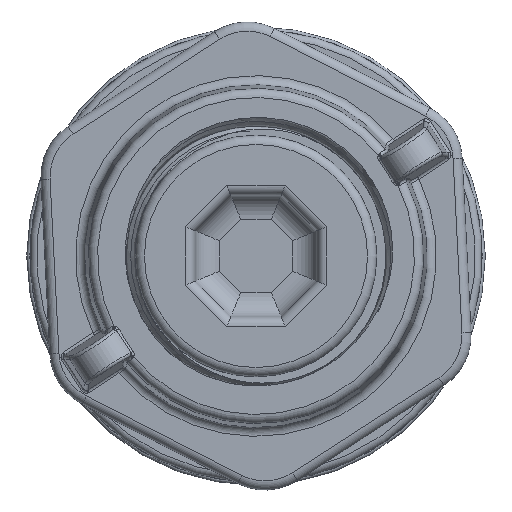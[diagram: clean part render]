
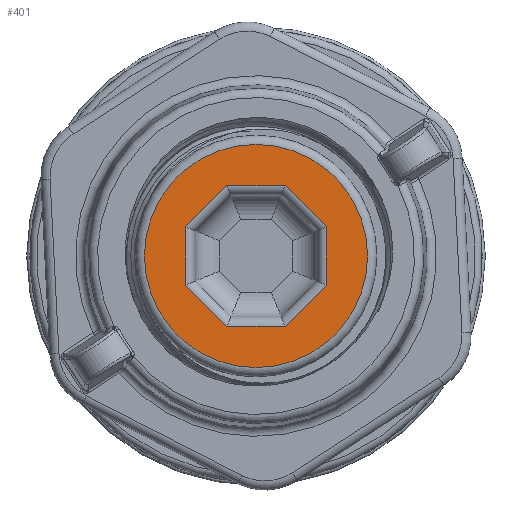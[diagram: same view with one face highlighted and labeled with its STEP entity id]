
A CAD part, front view. The second image highlights one B-rep face of the part: STEP entity #401.
In plain terms, the highlighted planar face has unit normal (0, -1, 0).
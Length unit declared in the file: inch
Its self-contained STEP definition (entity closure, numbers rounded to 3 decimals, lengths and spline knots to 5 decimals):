
#105 = ORIENTED_EDGE ( 'NONE', *, *, #2703, .F. ) ;
#376 = VECTOR ( 'NONE', #9050, 39.37008 ) ;
#396 = VERTEX_POINT ( 'NONE', #3682 ) ;
#401 = ADVANCED_FACE ( 'NONE', ( #5090, #7808 ), #2974, .T. ) ;
#515 = ORIENTED_EDGE ( 'NONE', *, *, #6680, .F. ) ;
#622 = VERTEX_POINT ( 'NONE', #1507 ) ;
#762 = LINE ( 'NONE', #6767, #5811 ) ;
#912 = VERTEX_POINT ( 'NONE', #2052 ) ;
#1083 = LINE ( 'NONE', #8679, #9725 ) ;
#1125 = CARTESIAN_POINT ( 'NONE',  ( 0.23, -0.265, -0.09527 ) ) ;
#1338 = CIRCLE ( 'NONE', #8911, 0.365 ) ;
#1387 = DIRECTION ( 'NONE',  ( 1., 0., 0. ) ) ;
#1507 = CARTESIAN_POINT ( 'NONE',  ( -0.23, -0.265, 0.09527 ) ) ;
#1626 = EDGE_CURVE ( 'NONE', #9128, #9128, #1338, .T. ) ;
#1678 = CARTESIAN_POINT ( 'NONE',  ( 0.09527, -0.265, 0.23 ) ) ;
#1950 = CARTESIAN_POINT ( 'NONE',  ( 0.09527, -0.265, -0.23 ) ) ;
#2000 = CARTESIAN_POINT ( 'NONE',  ( 0., -0.265, 0. ) ) ;
#2052 = CARTESIAN_POINT ( 'NONE',  ( -0.09527, -0.265, -0.23 ) ) ;
#2280 = AXIS2_PLACEMENT_3D ( 'NONE', #6847, #9329, #5379 ) ;
#2509 = VECTOR ( 'NONE', #1387, 39.37008 ) ;
#2542 = EDGE_CURVE ( 'NONE', #622, #396, #3122, .T. ) ;
#2703 = EDGE_CURVE ( 'NONE', #3387, #3693, #8953, .T. ) ;
#2882 = ORIENTED_EDGE ( 'NONE', *, *, #5934, .F. ) ;
#2904 = CARTESIAN_POINT ( 'NONE',  ( 0.23, -0.265, 0.09527 ) ) ;
#2974 = PLANE ( 'NONE',  #2280 ) ;
#3122 = LINE ( 'NONE', #5729, #8193 ) ;
#3387 = VERTEX_POINT ( 'NONE', #2904 ) ;
#3564 = LINE ( 'NONE', #9946, #9629 ) ;
#3634 = ORIENTED_EDGE ( 'NONE', *, *, #7511, .F. ) ;
#3682 = CARTESIAN_POINT ( 'NONE',  ( -0.23, -0.265, -0.09527 ) ) ;
#3693 = VERTEX_POINT ( 'NONE', #1678 ) ;
#4067 = ORIENTED_EDGE ( 'NONE', *, *, #1626, .F. ) ;
#4305 = CARTESIAN_POINT ( 'NONE',  ( 0.09527, -0.265, -0.23 ) ) ;
#4366 = LINE ( 'NONE', #9304, #2509 ) ;
#4494 = DIRECTION ( 'NONE',  ( -0.707, 0., 0.707 ) ) ;
#4691 = ORIENTED_EDGE ( 'NONE', *, *, #2542, .F. ) ;
#4966 = DIRECTION ( 'NONE',  ( 0., 0., -1. ) ) ;
#5090 = FACE_BOUND ( 'NONE', #9084, .T. ) ;
#5117 = DIRECTION ( 'NONE',  ( 0., 1., 0. ) ) ;
#5324 = VERTEX_POINT ( 'NONE', #6140 ) ;
#5379 = DIRECTION ( 'NONE',  ( 0., 0., -1. ) ) ;
#5506 = LINE ( 'NONE', #1125, #5864 ) ;
#5605 = DIRECTION ( 'NONE',  ( -1., 0., 0. ) ) ;
#5729 = CARTESIAN_POINT ( 'NONE',  ( -0.23, -0.265, 0.09527 ) ) ;
#5811 = VECTOR ( 'NONE', #8414, 39.37008 ) ;
#5864 = VECTOR ( 'NONE', #6620, 39.37008 ) ;
#5934 = EDGE_CURVE ( 'NONE', #912, #7587, #4366, .T. ) ;
#6140 = CARTESIAN_POINT ( 'NONE',  ( 0.23, -0.265, -0.09527 ) ) ;
#6620 = DIRECTION ( 'NONE',  ( 0., 0., 1. ) ) ;
#6680 = EDGE_CURVE ( 'NONE', #396, #912, #762, .T. ) ;
#6693 = ORIENTED_EDGE ( 'NONE', *, *, #7649, .F. ) ;
#6767 = CARTESIAN_POINT ( 'NONE',  ( -0.23, -0.265, -0.09527 ) ) ;
#6847 = CARTESIAN_POINT ( 'NONE',  ( 0.2125, -0.265, 0. ) ) ;
#6992 = EDGE_LOOP ( 'NONE', ( #4067 ) ) ;
#7127 = EDGE_CURVE ( 'NONE', #5324, #3387, #5506, .T. ) ;
#7210 = CARTESIAN_POINT ( 'NONE',  ( -0.365, -0.265, 0. ) ) ;
#7497 = DIRECTION ( 'NONE',  ( -0.707, 0., -0.707 ) ) ;
#7511 = EDGE_CURVE ( 'NONE', #7587, #5324, #8280, .T. ) ;
#7587 = VERTEX_POINT ( 'NONE', #1950 ) ;
#7649 = EDGE_CURVE ( 'NONE', #10111, #622, #3564, .T. ) ;
#7808 = FACE_OUTER_BOUND ( 'NONE', #6992, .T. ) ;
#8193 = VECTOR ( 'NONE', #4966, 39.37008 ) ;
#8240 = DIRECTION ( 'NONE',  ( -1., 0., 0. ) ) ;
#8280 = LINE ( 'NONE', #4305, #376 ) ;
#8414 = DIRECTION ( 'NONE',  ( 0.707, 0., -0.707 ) ) ;
#8457 = VECTOR ( 'NONE', #4494, 39.37008 ) ;
#8557 = EDGE_CURVE ( 'NONE', #3693, #10111, #1083, .T. ) ;
#8679 = CARTESIAN_POINT ( 'NONE',  ( 0.09527, -0.265, 0.23 ) ) ;
#8853 = CARTESIAN_POINT ( 'NONE',  ( -0.09527, -0.265, 0.23 ) ) ;
#8911 = AXIS2_PLACEMENT_3D ( 'NONE', #2000, #5117, #8240 ) ;
#8947 = ORIENTED_EDGE ( 'NONE', *, *, #8557, .F. ) ;
#8953 = LINE ( 'NONE', #9198, #8457 ) ;
#9050 = DIRECTION ( 'NONE',  ( 0.707, 0., 0.707 ) ) ;
#9084 = EDGE_LOOP ( 'NONE', ( #6693, #8947, #105, #10016, #3634, #2882, #515, #4691 ) ) ;
#9128 = VERTEX_POINT ( 'NONE', #7210 ) ;
#9198 = CARTESIAN_POINT ( 'NONE',  ( 0.23, -0.265, 0.09527 ) ) ;
#9304 = CARTESIAN_POINT ( 'NONE',  ( -0.09527, -0.265, -0.23 ) ) ;
#9329 = DIRECTION ( 'NONE',  ( 0., -1., 0. ) ) ;
#9629 = VECTOR ( 'NONE', #7497, 39.37008 ) ;
#9725 = VECTOR ( 'NONE', #5605, 39.37008 ) ;
#9946 = CARTESIAN_POINT ( 'NONE',  ( -0.09527, -0.265, 0.23 ) ) ;
#10016 = ORIENTED_EDGE ( 'NONE', *, *, #7127, .F. ) ;
#10111 = VERTEX_POINT ( 'NONE', #8853 ) ;
